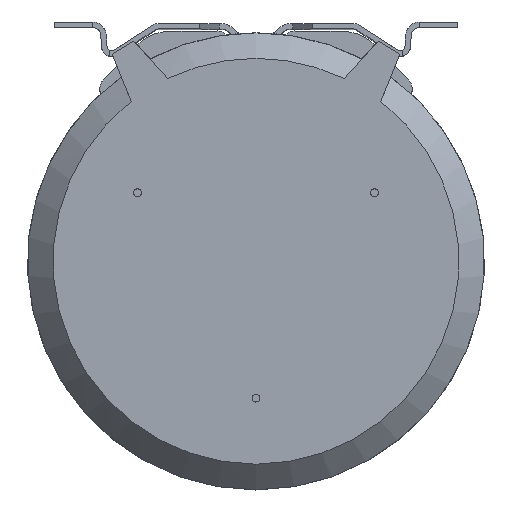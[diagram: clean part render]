
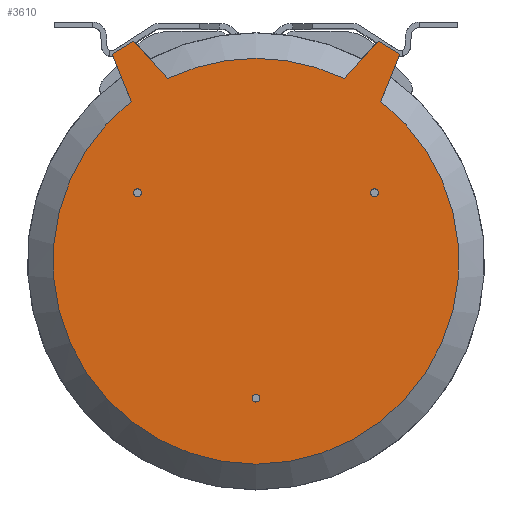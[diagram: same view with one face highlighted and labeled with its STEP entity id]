
A CAD part, top view. The second image highlights one B-rep face of the part: STEP entity #3610.
In plain terms, the highlighted planar face has unit normal (0, 0, 1).
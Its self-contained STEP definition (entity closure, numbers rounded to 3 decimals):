
#498=CARTESIAN_POINT('',(0.,0.,103.04));
#499=DIRECTION('',(0.,0.,-1.));
#500=DIRECTION('',(0.615,0.789,0.));
#501=AXIS2_PLACEMENT_3D('',#498,#499,#500);
#503=CARTESIAN_POINT('',(0.,0.,103.04));
#504=DIRECTION('',(0.,0.,-1.));
#505=DIRECTION('',(0.,-1.,0.));
#506=AXIS2_PLACEMENT_3D('',#503,#504,#505);
#508=DIRECTION('',(-0.375,0.927,0.));
#509=VECTOR('',#508,37.181);
#510=CARTESIAN_POINT('',(-91.158,116.967,103.04));
#511=LINE('',#510,#509);
#512=DIRECTION('',(0.858,0.514,0.));
#513=VECTOR('',#512,18.522);
#514=CARTESIAN_POINT('',(-105.086,151.441,103.04));
#515=LINE('',#514,#513);
#516=DIRECTION('',(0.669,-0.743,0.));
#517=VECTOR('',#516,36.902);
#518=CARTESIAN_POINT('',(-89.193,160.953,103.04));
#519=LINE('',#518,#517);
#520=CARTESIAN_POINT('',(0.,0.,103.04));
#521=DIRECTION('',(0.,0.,-1.));
#522=DIRECTION('',(-0.435,0.9,0.));
#523=AXIS2_PLACEMENT_3D('',#520,#521,#522);
#525=CARTESIAN_POINT('',(0.,0.,103.04));
#526=DIRECTION('',(0.,0.,-1.));
#527=DIRECTION('',(0.,1.,0.));
#528=AXIS2_PLACEMENT_3D('',#525,#526,#527);
#530=DIRECTION('',(0.669,0.743,0.));
#531=VECTOR('',#530,36.902);
#532=CARTESIAN_POINT('',(64.497,133.533,103.04));
#533=LINE('',#532,#531);
#534=DIRECTION('',(0.858,-0.514,0.));
#535=VECTOR('',#534,18.522);
#536=CARTESIAN_POINT('',(89.193,160.953,103.04));
#537=LINE('',#536,#535);
#538=DIRECTION('',(-0.375,-0.927,0.));
#539=VECTOR('',#538,37.181);
#540=CARTESIAN_POINT('',(105.086,151.441,103.04));
#541=LINE('',#540,#539);
#542=CARTESIAN_POINT('',(-86.603,50.,103.04));
#543=DIRECTION('',(0.,0.,1.));
#544=DIRECTION('',(-1.,0.,0.));
#545=AXIS2_PLACEMENT_3D('',#542,#543,#544);
#547=CARTESIAN_POINT('',(-86.603,50.,103.04));
#548=DIRECTION('',(0.,0.,1.));
#549=DIRECTION('',(1.,0.,0.));
#550=AXIS2_PLACEMENT_3D('',#547,#548,#549);
#552=CARTESIAN_POINT('',(86.603,50.,103.04));
#553=DIRECTION('',(0.,0.,1.));
#554=DIRECTION('',(1.,0.,0.));
#555=AXIS2_PLACEMENT_3D('',#552,#553,#554);
#557=CARTESIAN_POINT('',(86.603,50.,103.04));
#558=DIRECTION('',(0.,0.,1.));
#559=DIRECTION('',(-1.,0.,0.));
#560=AXIS2_PLACEMENT_3D('',#557,#558,#559);
#562=CARTESIAN_POINT('',(0.,-100.,103.04));
#563=DIRECTION('',(0.,0.,1.));
#564=DIRECTION('',(-1.,0.,0.));
#565=AXIS2_PLACEMENT_3D('',#562,#563,#564);
#567=CARTESIAN_POINT('',(0.,-100.,103.04));
#568=DIRECTION('',(0.,0.,1.));
#569=DIRECTION('',(1.,0.,0.));
#570=AXIS2_PLACEMENT_3D('',#567,#568,#569);
#576=CARTESIAN_POINT('',(-91.158,116.967,103.04));
#2433=VERTEX_POINT('',#576);
#2434=CARTESIAN_POINT('',(0.,-148.294,103.04));
#2435=VERTEX_POINT('',#2434);
#2436=CARTESIAN_POINT('',(91.158,116.967,103.04));
#2437=VERTEX_POINT('',#2436);
#2438=CARTESIAN_POINT('',(0.,148.294,103.04));
#2439=CARTESIAN_POINT('',(64.497,133.533,103.04));
#2440=VERTEX_POINT('',#2438);
#2441=VERTEX_POINT('',#2439);
#2442=CARTESIAN_POINT('',(-64.497,133.533,103.04));
#2443=VERTEX_POINT('',#2442);
#2481=CARTESIAN_POINT('',(105.086,151.441,103.04));
#2482=VERTEX_POINT('',#2481);
#2487=CARTESIAN_POINT('',(-105.086,151.441,103.04));
#2488=VERTEX_POINT('',#2487);
#2489=CARTESIAN_POINT('',(-89.193,160.953,103.04));
#2490=VERTEX_POINT('',#2489);
#2491=CARTESIAN_POINT('',(89.193,160.953,103.04));
#2492=VERTEX_POINT('',#2491);
#2493=CARTESIAN_POINT('',(-89.479,50.,103.04));
#2494=CARTESIAN_POINT('',(-83.726,50.,103.04));
#2495=VERTEX_POINT('',#2493);
#2496=VERTEX_POINT('',#2494);
#2497=CARTESIAN_POINT('',(89.479,50.,103.04));
#2498=CARTESIAN_POINT('',(83.726,50.,103.04));
#2499=VERTEX_POINT('',#2497);
#2500=VERTEX_POINT('',#2498);
#2501=CARTESIAN_POINT('',(-2.876,-100.,103.04));
#2502=CARTESIAN_POINT('',(2.876,-100.,103.04));
#2503=VERTEX_POINT('',#2501);
#2504=VERTEX_POINT('',#2502);
#3571=CARTESIAN_POINT('',(0.,0.,103.04));
#3572=DIRECTION('',(0.,0.,1.));
#3573=DIRECTION('',(0.,1.,0.));
#3574=AXIS2_PLACEMENT_3D('',#3571,#3572,#3573);
#3575=PLANE('',#3574);
#3576=ORIENTED_EDGE('',*,*,#3484,.T.);
#3577=ORIENTED_EDGE('',*,*,#3482,.T.);
#3579=ORIENTED_EDGE('',*,*,#3578,.T.);
#3581=ORIENTED_EDGE('',*,*,#3580,.T.);
#3582=ORIENTED_EDGE('',*,*,#3542,.T.);
#3583=ORIENTED_EDGE('',*,*,#3561,.T.);
#3584=ORIENTED_EDGE('',*,*,#3559,.T.);
#3586=ORIENTED_EDGE('',*,*,#3585,.T.);
#3588=ORIENTED_EDGE('',*,*,#3587,.T.);
#3589=ORIENTED_EDGE('',*,*,#3460,.T.);
#3590=EDGE_LOOP('',(#3576,#3577,#3579,#3581,#3582,#3583,#3584,#3586,#3588,
#3589));
#3591=FACE_OUTER_BOUND('',#3590,.F.);
#3593=ORIENTED_EDGE('',*,*,#3592,.T.);
#3595=ORIENTED_EDGE('',*,*,#3594,.T.);
#3596=EDGE_LOOP('',(#3593,#3595));
#3597=FACE_BOUND('',#3596,.F.);
#3599=ORIENTED_EDGE('',*,*,#3598,.T.);
#3601=ORIENTED_EDGE('',*,*,#3600,.T.);
#3602=EDGE_LOOP('',(#3599,#3601));
#3603=FACE_BOUND('',#3602,.F.);
#3605=ORIENTED_EDGE('',*,*,#3604,.T.);
#3607=ORIENTED_EDGE('',*,*,#3606,.T.);
#3608=EDGE_LOOP('',(#3605,#3607));
#3609=FACE_BOUND('',#3608,.F.);
#3610=ADVANCED_FACE('',(#3591,#3597,#3603,#3609),#3575,.T.);
#502=CIRCLE('',#501,148.294);
#507=CIRCLE('',#506,148.294);
#524=CIRCLE('',#523,148.294);
#529=CIRCLE('',#528,148.294);
#546=CIRCLE('',#545,2.876);
#551=CIRCLE('',#550,2.876);
#556=CIRCLE('',#555,2.876);
#561=CIRCLE('',#560,2.876);
#566=CIRCLE('',#565,2.876);
#571=CIRCLE('',#570,2.876);
#3460=EDGE_CURVE('',#2482,#2437,#541,.T.);
#3482=EDGE_CURVE('',#2435,#2433,#507,.T.);
#3484=EDGE_CURVE('',#2437,#2435,#502,.T.);
#3542=EDGE_CURVE('',#2490,#2443,#519,.T.);
#3559=EDGE_CURVE('',#2440,#2441,#529,.T.);
#3561=EDGE_CURVE('',#2443,#2440,#524,.T.);
#3578=EDGE_CURVE('',#2433,#2488,#511,.T.);
#3580=EDGE_CURVE('',#2488,#2490,#515,.T.);
#3585=EDGE_CURVE('',#2441,#2492,#533,.T.);
#3587=EDGE_CURVE('',#2492,#2482,#537,.T.);
#3592=EDGE_CURVE('',#2495,#2496,#546,.T.);
#3594=EDGE_CURVE('',#2496,#2495,#551,.T.);
#3598=EDGE_CURVE('',#2499,#2500,#556,.T.);
#3600=EDGE_CURVE('',#2500,#2499,#561,.T.);
#3604=EDGE_CURVE('',#2503,#2504,#566,.T.);
#3606=EDGE_CURVE('',#2504,#2503,#571,.T.);
